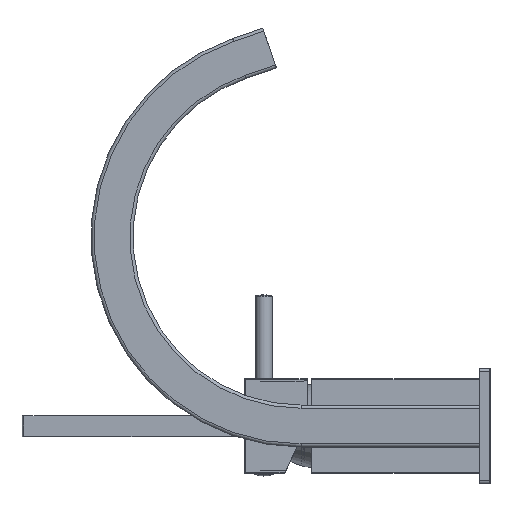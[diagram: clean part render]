
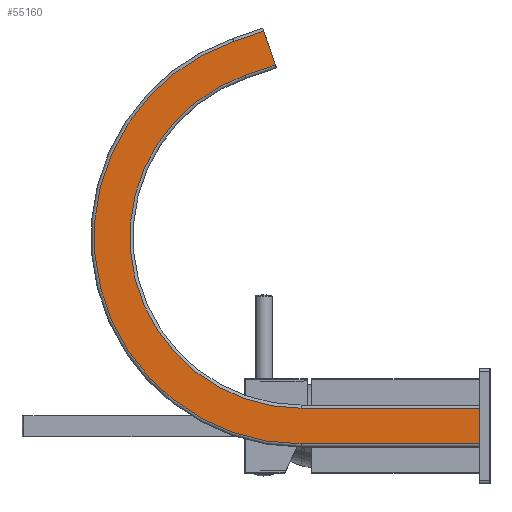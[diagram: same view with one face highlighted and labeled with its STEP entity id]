
A CAD part, left-side view. The second image highlights one B-rep face of the part: STEP entity #55160.
In plain terms, the highlighted planar face has unit normal (-1, 0, 0).
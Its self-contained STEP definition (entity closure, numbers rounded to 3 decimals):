
#51708=DIRECTION('',(0.,-0.326,-0.946));
#51709=VECTOR('',#51708,17.);
#51710=CARTESIAN_POINT('',(-175.5,107.767,188.037));
#51711=LINE('',#51710,#51709);
#51817=DIRECTION('',(0.,0.,-1.));
#51818=VECTOR('',#51817,17.);
#51819=CARTESIAN_POINT('',(-175.5,5.,8.5));
#51820=LINE('',#51819,#51818);
#52783=DIRECTION('',(0.,-1.,0.));
#52784=VECTOR('',#52783,85.012);
#52785=CARTESIAN_POINT('',(-175.5,90.012,-8.5));
#52786=LINE('',#52785,#52784);
#52787=CARTESIAN_POINT('',(-175.5,90.012,89.988));
#52788=DIRECTION('',(-1.,0.,0.));
#52789=DIRECTION('',(0.,0.326,0.946));
#52790=AXIS2_PLACEMENT_3D('',#52787,#52788,#52789);
#52792=DIRECTION('',(0.,0.946,-0.326));
#52793=VECTOR('',#52792,15.134);
#52794=CARTESIAN_POINT('',(-175.5,107.767,188.037));
#52795=LINE('',#52794,#52793);
#52796=DIRECTION('',(0.,0.946,-0.326));
#52797=VECTOR('',#52796,15.134);
#52798=CARTESIAN_POINT('',(-175.5,102.233,171.963));
#52799=LINE('',#52798,#52797);
#52800=CARTESIAN_POINT('',(-175.5,90.012,89.988));
#52801=DIRECTION('',(-1.,0.,0.));
#52802=DIRECTION('',(0.,0.326,0.946));
#52803=AXIS2_PLACEMENT_3D('',#52800,#52801,#52802);
#52805=DIRECTION('',(0.,-1.,0.));
#52806=VECTOR('',#52805,85.012);
#52807=CARTESIAN_POINT('',(-175.5,90.012,8.5));
#52808=LINE('',#52807,#52806);
#53024=CARTESIAN_POINT('',(-175.5,116.542,167.036));
#53025=CARTESIAN_POINT('',(-175.5,90.012,8.5));
#53026=VERTEX_POINT('',#53024);
#53027=VERTEX_POINT('',#53025);
#53028=CARTESIAN_POINT('',(-175.5,102.233,171.963));
#53030=VERTEX_POINT('',#53028);
#53032=CARTESIAN_POINT('',(-175.5,122.077,183.11));
#53033=CARTESIAN_POINT('',(-175.5,90.012,-8.5));
#53034=VERTEX_POINT('',#53032);
#53035=VERTEX_POINT('',#53033);
#53041=CARTESIAN_POINT('',(-175.5,107.767,188.037));
#53043=VERTEX_POINT('',#53041);
#53124=CARTESIAN_POINT('',(-175.5,5.,8.5));
#53125=CARTESIAN_POINT('',(-175.5,5.,-8.5));
#53126=VERTEX_POINT('',#53124);
#53127=VERTEX_POINT('',#53125);
#55141=CARTESIAN_POINT('',(-175.5,5.,-10.));
#55142=DIRECTION('',(-1.,0.,0.));
#55143=DIRECTION('',(0.,0.,1.));
#55144=AXIS2_PLACEMENT_3D('',#55141,#55142,#55143);
#55145=PLANE('',#55144);
#55146=ORIENTED_EDGE('',*,*,#53331,.T.);
#55148=ORIENTED_EDGE('',*,*,#55147,.F.);
#55149=ORIENTED_EDGE('',*,*,#55125,.F.);
#55150=ORIENTED_EDGE('',*,*,#53189,.F.);
#55151=ORIENTED_EDGE('',*,*,#53216,.T.);
#55153=ORIENTED_EDGE('',*,*,#55152,.T.);
#55155=ORIENTED_EDGE('',*,*,#55154,.T.);
#55157=ORIENTED_EDGE('',*,*,#55156,.T.);
#55158=EDGE_LOOP('',(#55146,#55148,#55149,#55150,#55151,#55153,#55155,#55157));
#55159=FACE_OUTER_BOUND('',#55158,.F.);
#55160=ADVANCED_FACE('',(#55159),#55145,.T.);
#52791=CIRCLE('',#52790,98.488);
#52804=CIRCLE('',#52803,81.488);
#53189=EDGE_CURVE('',#53043,#53034,#52795,.T.);
#53216=EDGE_CURVE('',#53043,#53030,#51711,.T.);
#53331=EDGE_CURVE('',#53126,#53127,#51820,.T.);
#55125=EDGE_CURVE('',#53034,#53035,#52791,.T.);
#55147=EDGE_CURVE('',#53035,#53127,#52786,.T.);
#55152=EDGE_CURVE('',#53030,#53026,#52799,.T.);
#55154=EDGE_CURVE('',#53026,#53027,#52804,.T.);
#55156=EDGE_CURVE('',#53027,#53126,#52808,.T.);
